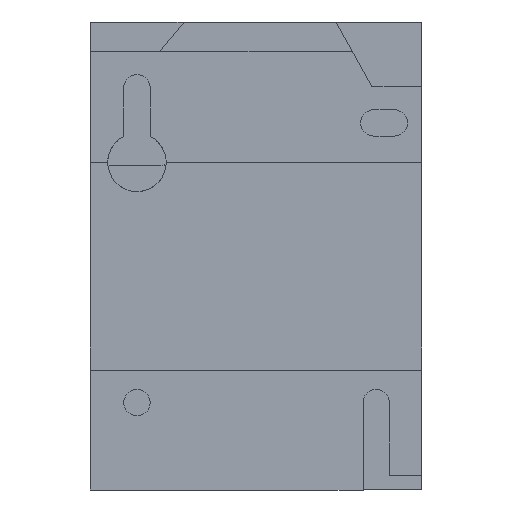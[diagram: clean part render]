
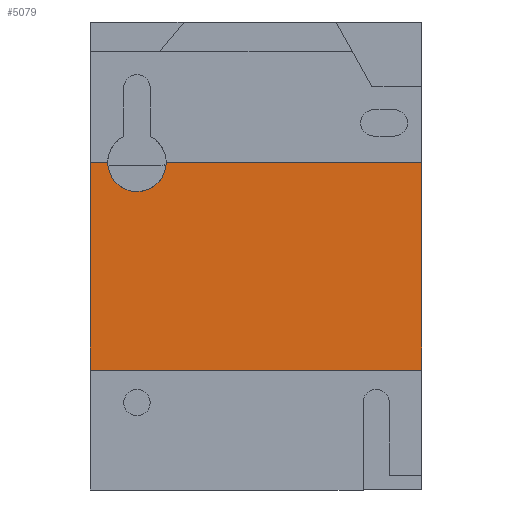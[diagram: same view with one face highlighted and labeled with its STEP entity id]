
A CAD part, front view. The second image highlights one B-rep face of the part: STEP entity #5079.
In plain terms, the highlighted planar face has unit normal (0, -1, 0).
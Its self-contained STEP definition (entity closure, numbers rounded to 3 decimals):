
#60 = VERTEX_POINT ( 'NONE', #684 ) ;
#156 = FACE_OUTER_BOUND ( 'NONE', #1352, .T. ) ;
#169 = DIRECTION ( 'NONE',  ( -1., 0., 0. ) ) ;
#264 = LINE ( 'NONE', #2737, #3735 ) ;
#657 = AXIS2_PLACEMENT_3D ( 'NONE', #4135, #6174, #1586 ) ;
#684 = CARTESIAN_POINT ( 'NONE',  ( 28.3, 5.5, -18.8 ) ) ;
#989 = EDGE_CURVE ( 'NONE', #5242, #2996, #2327, .T. ) ;
#1236 = EDGE_CURVE ( 'NONE', #5334, #4467, #4152, .T. ) ;
#1245 = DIRECTION ( 'NONE',  ( -1., 0., 0. ) ) ;
#1260 = CARTESIAN_POINT ( 'NONE',  ( 28.3, 5.5, 16.7 ) ) ;
#1261 = AXIS2_PLACEMENT_3D ( 'NONE', #2282, #5394, #1848 ) ;
#1349 = VERTEX_POINT ( 'NONE', #2447 ) ;
#1352 = EDGE_LOOP ( 'NONE', ( #5839, #3468, #4840, #4012, #1884, #2506, #3327 ) ) ;
#1447 = LINE ( 'NONE', #3783, #6322 ) ;
#1479 = CARTESIAN_POINT ( 'NONE',  ( -15.35, 5.5, 16.7 ) ) ;
#1586 = DIRECTION ( 'NONE',  ( 0., 0., 1. ) ) ;
#1622 = CIRCLE ( 'NONE', #657, 5. ) ;
#1658 = CARTESIAN_POINT ( 'NONE',  ( 28.3, 5.5, 0. ) ) ;
#1735 = VECTOR ( 'NONE', #4795, 1000. ) ;
#1848 = DIRECTION ( 'NONE',  ( 0., 0., 1. ) ) ;
#1884 = ORIENTED_EDGE ( 'NONE', *, *, #989, .T. ) ;
#2192 = DIRECTION ( 'NONE',  ( 0., 1., 0. ) ) ;
#2282 = CARTESIAN_POINT ( 'NONE',  ( -20.35, 5.5, 16.7 ) ) ;
#2327 = LINE ( 'NONE', #5443, #4681 ) ;
#2447 = CARTESIAN_POINT ( 'NONE',  ( -25.35, 5.5, 16.7 ) ) ;
#2506 = ORIENTED_EDGE ( 'NONE', *, *, #3382, .F. ) ;
#2546 = DIRECTION ( 'NONE',  ( -1., 0., 0. ) ) ;
#2737 = CARTESIAN_POINT ( 'NONE',  ( 28.3, 5.5, -18.8 ) ) ;
#2750 = CARTESIAN_POINT ( 'NONE',  ( 28.3, 5.5, -18.8 ) ) ;
#2937 = EDGE_CURVE ( 'NONE', #6161, #5334, #3821, .T. ) ;
#2996 = VERTEX_POINT ( 'NONE', #5419 ) ;
#3223 = AXIS2_PLACEMENT_3D ( 'NONE', #1658, #2192, #5370 ) ;
#3327 = ORIENTED_EDGE ( 'NONE', *, *, #5156, .F. ) ;
#3382 = EDGE_CURVE ( 'NONE', #60, #2996, #264, .T. ) ;
#3424 = LINE ( 'NONE', #2750, #1735 ) ;
#3468 = ORIENTED_EDGE ( 'NONE', *, *, #1236, .T. ) ;
#3735 = VECTOR ( 'NONE', #169, 1000. ) ;
#3783 = CARTESIAN_POINT ( 'NONE',  ( 28.3, 5.5, 16.7 ) ) ;
#3821 = LINE ( 'NONE', #4331, #4601 ) ;
#3874 = EDGE_CURVE ( 'NONE', #4467, #1349, #1622, .T. ) ;
#3905 = DIRECTION ( 'NONE',  ( 0., 0., -1. ) ) ;
#4012 = ORIENTED_EDGE ( 'NONE', *, *, #4164, .T. ) ;
#4063 = CARTESIAN_POINT ( 'NONE',  ( -28.3, 5.5, 16.7 ) ) ;
#4135 = CARTESIAN_POINT ( 'NONE',  ( -20.35, 5.5, 16.7 ) ) ;
#4152 = CIRCLE ( 'NONE', #1261, 5. ) ;
#4164 = EDGE_CURVE ( 'NONE', #1349, #5242, #1447, .T. ) ;
#4212 = PLANE ( 'NONE',  #3223 ) ;
#4331 = CARTESIAN_POINT ( 'NONE',  ( 28.3, 5.5, 16.7 ) ) ;
#4467 = VERTEX_POINT ( 'NONE', #5584 ) ;
#4601 = VECTOR ( 'NONE', #1245, 1000. ) ;
#4681 = VECTOR ( 'NONE', #3905, 1000. ) ;
#4795 = DIRECTION ( 'NONE',  ( 0., 0., -1. ) ) ;
#4840 = ORIENTED_EDGE ( 'NONE', *, *, #3874, .T. ) ;
#5079 = ADVANCED_FACE ( 'NONE', ( #156 ), #4212, .F. ) ;
#5156 = EDGE_CURVE ( 'NONE', #6161, #60, #3424, .T. ) ;
#5242 = VERTEX_POINT ( 'NONE', #4063 ) ;
#5334 = VERTEX_POINT ( 'NONE', #1479 ) ;
#5370 = DIRECTION ( 'NONE',  ( 0., 0., 1. ) ) ;
#5394 = DIRECTION ( 'NONE',  ( 0., 1., 0. ) ) ;
#5419 = CARTESIAN_POINT ( 'NONE',  ( -28.3, 5.5, -18.8 ) ) ;
#5443 = CARTESIAN_POINT ( 'NONE',  ( -28.3, 5.5, 0. ) ) ;
#5584 = CARTESIAN_POINT ( 'NONE',  ( -20.35, 5.5, 11.7 ) ) ;
#5839 = ORIENTED_EDGE ( 'NONE', *, *, #2937, .T. ) ;
#6161 = VERTEX_POINT ( 'NONE', #1260 ) ;
#6174 = DIRECTION ( 'NONE',  ( 0., 1., 0. ) ) ;
#6322 = VECTOR ( 'NONE', #2546, 1000. ) ;
